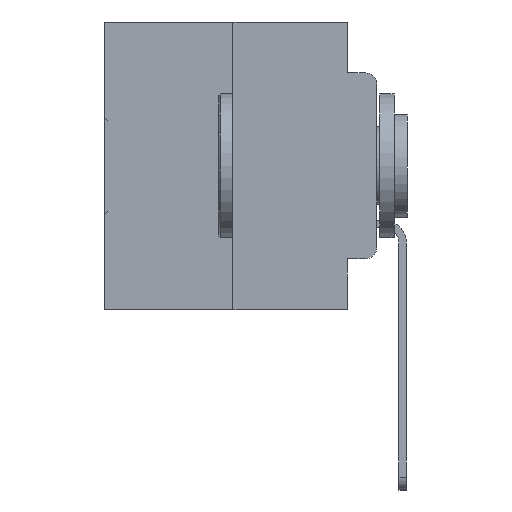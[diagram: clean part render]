
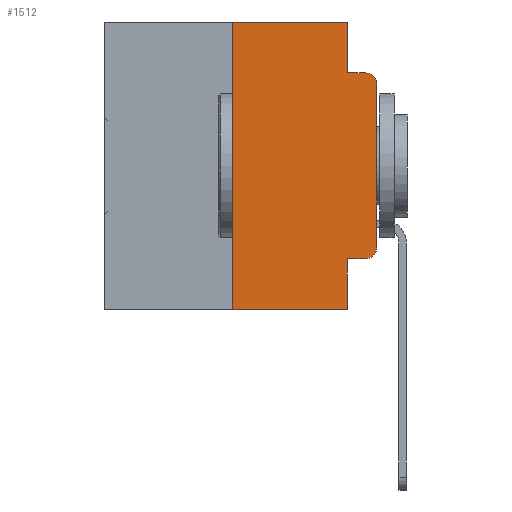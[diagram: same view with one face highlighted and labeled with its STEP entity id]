
A CAD part, left-side view. The second image highlights one B-rep face of the part: STEP entity #1512.
In plain terms, the highlighted planar face has unit normal (-1, 0, 0).
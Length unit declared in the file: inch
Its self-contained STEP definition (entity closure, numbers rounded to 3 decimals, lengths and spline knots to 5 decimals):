
#37 = LINE ( 'NONE', #15340, #12280 ) ;
#1512 = ADVANCED_FACE ( 'NONE', ( #21724 ), #24865, .F. ) ;
#1632 = VERTEX_POINT ( 'NONE', #25387 ) ;
#3000 = EDGE_CURVE ( 'NONE', #20319, #16779, #7328, .T. ) ;
#3977 = EDGE_LOOP ( 'NONE', ( #11621, #23069, #5560, #26483, #30986, #11251, #5954, #12446, #20403, #18442 ) ) ;
#4050 = CARTESIAN_POINT ( 'NONE',  ( 0., 0.051, -0.5 ) ) ;
#4825 = CARTESIAN_POINT ( 'NONE',  ( 0., 0.02, -0.3915 ) ) ;
#5560 = ORIENTED_EDGE ( 'NONE', *, *, #3000, .F. ) ;
#5640 = DIRECTION ( 'NONE',  ( 0., -1., 0. ) ) ;
#5954 = ORIENTED_EDGE ( 'NONE', *, *, #21721, .T. ) ;
#6307 = AXIS2_PLACEMENT_3D ( 'NONE', #9823, #12403, #29668 ) ;
#6610 = EDGE_CURVE ( 'NONE', #10157, #15402, #16419, .T. ) ;
#7229 = EDGE_CURVE ( 'NONE', #1632, #26351, #7570, .T. ) ;
#7328 = LINE ( 'NONE', #9250, #26562 ) ;
#7564 = DIRECTION ( 'NONE',  ( 0., 0., -1. ) ) ;
#7570 = LINE ( 'NONE', #12677, #21091 ) ;
#9250 = CARTESIAN_POINT ( 'NONE',  ( 0., 0.051, -0.0885 ) ) ;
#9368 = CARTESIAN_POINT ( 'NONE',  ( 0., 0.02, -0.1085 ) ) ;
#9624 = EDGE_CURVE ( 'NONE', #13339, #18849, #14429, .T. ) ;
#9823 = CARTESIAN_POINT ( 'NONE',  ( 0., 0.473, 0. ) ) ;
#10063 = EDGE_CURVE ( 'NONE', #31966, #16779, #26071, .T. ) ;
#10157 = VERTEX_POINT ( 'NONE', #29637 ) ;
#10429 = VECTOR ( 'NONE', #32009, 39.37008 ) ;
#10595 = VECTOR ( 'NONE', #20380, 39.37008 ) ;
#10874 = CARTESIAN_POINT ( 'NONE',  ( 0., 0., 0. ) ) ;
#11251 = ORIENTED_EDGE ( 'NONE', *, *, #25794, .F. ) ;
#11397 = LINE ( 'NONE', #27799, #10595 ) ;
#11621 = ORIENTED_EDGE ( 'NONE', *, *, #13484, .T. ) ;
#11930 = DIRECTION ( 'NONE',  ( 0., 0., -1. ) ) ;
#12280 = VECTOR ( 'NONE', #15235, 39.37008 ) ;
#12403 = DIRECTION ( 'NONE',  ( 1., 0., 0. ) ) ;
#12446 = ORIENTED_EDGE ( 'NONE', *, *, #7229, .F. ) ;
#12677 = CARTESIAN_POINT ( 'NONE',  ( 0., 0.051, 0. ) ) ;
#13339 = VERTEX_POINT ( 'NONE', #22763 ) ;
#13484 = EDGE_CURVE ( 'NONE', #18849, #31966, #18132, .T. ) ;
#13735 = VECTOR ( 'NONE', #5640, 39.37008 ) ;
#14429 = CIRCLE ( 'NONE', #14737, 0.02 ) ;
#14592 = DIRECTION ( 'NONE',  ( 0., 0., -1. ) ) ;
#14737 = AXIS2_PLACEMENT_3D ( 'NONE', #4825, #22717, #7564 ) ;
#14842 = CARTESIAN_POINT ( 'NONE',  ( 0., 0.473, 0. ) ) ;
#15235 = DIRECTION ( 'NONE',  ( 0., 0., 1. ) ) ;
#15340 = CARTESIAN_POINT ( 'NONE',  ( 0., 0.25, 0. ) ) ;
#15402 = VERTEX_POINT ( 'NONE', #17799 ) ;
#16380 = CARTESIAN_POINT ( 'NONE',  ( 0., 0.25, -0.5 ) ) ;
#16419 = LINE ( 'NONE', #14842, #10429 ) ;
#16779 = VERTEX_POINT ( 'NONE', #28316 ) ;
#17799 = CARTESIAN_POINT ( 'NONE',  ( 0., 0.051, 0. ) ) ;
#18132 = LINE ( 'NONE', #10874, #31831 ) ;
#18442 = ORIENTED_EDGE ( 'NONE', *, *, #9624, .T. ) ;
#18849 = VERTEX_POINT ( 'NONE', #29002 ) ;
#20319 = VERTEX_POINT ( 'NONE', #28169 ) ;
#20380 = DIRECTION ( 'NONE',  ( 0., -1., 0. ) ) ;
#20403 = ORIENTED_EDGE ( 'NONE', *, *, #27996, .T. ) ;
#21091 = VECTOR ( 'NONE', #27562, 39.37008 ) ;
#21235 = LINE ( 'NONE', #25968, #13735 ) ;
#21721 = EDGE_CURVE ( 'NONE', #25317, #26351, #11397, .T. ) ;
#21724 = FACE_OUTER_BOUND ( 'NONE', #3977, .T. ) ;
#22717 = DIRECTION ( 'NONE',  ( -1., 0., 0. ) ) ;
#22763 = CARTESIAN_POINT ( 'NONE',  ( 0., 0.02, -0.4115 ) ) ;
#23069 = ORIENTED_EDGE ( 'NONE', *, *, #10063, .T. ) ;
#24313 = DIRECTION ( 'NONE',  ( 0., -1., 0. ) ) ;
#24865 = PLANE ( 'NONE',  #6307 ) ;
#25317 = VERTEX_POINT ( 'NONE', #16380 ) ;
#25387 = CARTESIAN_POINT ( 'NONE',  ( 0., 0.051, -0.4115 ) ) ;
#25794 = EDGE_CURVE ( 'NONE', #25317, #10157, #37, .T. ) ;
#25968 = CARTESIAN_POINT ( 'NONE',  ( 0., 0.051, -0.4115 ) ) ;
#26071 = CIRCLE ( 'NONE', #28390, 0.02 ) ;
#26134 = CARTESIAN_POINT ( 'NONE',  ( 0., 0., -0.1085 ) ) ;
#26351 = VERTEX_POINT ( 'NONE', #4050 ) ;
#26483 = ORIENTED_EDGE ( 'NONE', *, *, #32204, .F. ) ;
#26562 = VECTOR ( 'NONE', #24313, 39.37008 ) ;
#26722 = VECTOR ( 'NONE', #14592, 39.37008 ) ;
#26833 = DIRECTION ( 'NONE',  ( -1., 0., 0. ) ) ;
#27562 = DIRECTION ( 'NONE',  ( 0., 0., -1. ) ) ;
#27799 = CARTESIAN_POINT ( 'NONE',  ( 0., 0.473, -0.5 ) ) ;
#27996 = EDGE_CURVE ( 'NONE', #1632, #13339, #21235, .T. ) ;
#28169 = CARTESIAN_POINT ( 'NONE',  ( 0., 0.051, -0.0885 ) ) ;
#28252 = DIRECTION ( 'NONE',  ( 0., 0., 1. ) ) ;
#28316 = CARTESIAN_POINT ( 'NONE',  ( 0., 0.02, -0.0885 ) ) ;
#28390 = AXIS2_PLACEMENT_3D ( 'NONE', #9368, #26833, #11930 ) ;
#29002 = CARTESIAN_POINT ( 'NONE',  ( 0., 0., -0.3915 ) ) ;
#29352 = CARTESIAN_POINT ( 'NONE',  ( 0., 0.051, 0. ) ) ;
#29637 = CARTESIAN_POINT ( 'NONE',  ( 0., 0.25, 0. ) ) ;
#29668 = DIRECTION ( 'NONE',  ( 0., 0., -1. ) ) ;
#30986 = ORIENTED_EDGE ( 'NONE', *, *, #6610, .F. ) ;
#31831 = VECTOR ( 'NONE', #28252, 39.37008 ) ;
#31966 = VERTEX_POINT ( 'NONE', #26134 ) ;
#32009 = DIRECTION ( 'NONE',  ( 0., -1., 0. ) ) ;
#32204 = EDGE_CURVE ( 'NONE', #15402, #20319, #32357, .T. ) ;
#32357 = LINE ( 'NONE', #29352, #26722 ) ;
